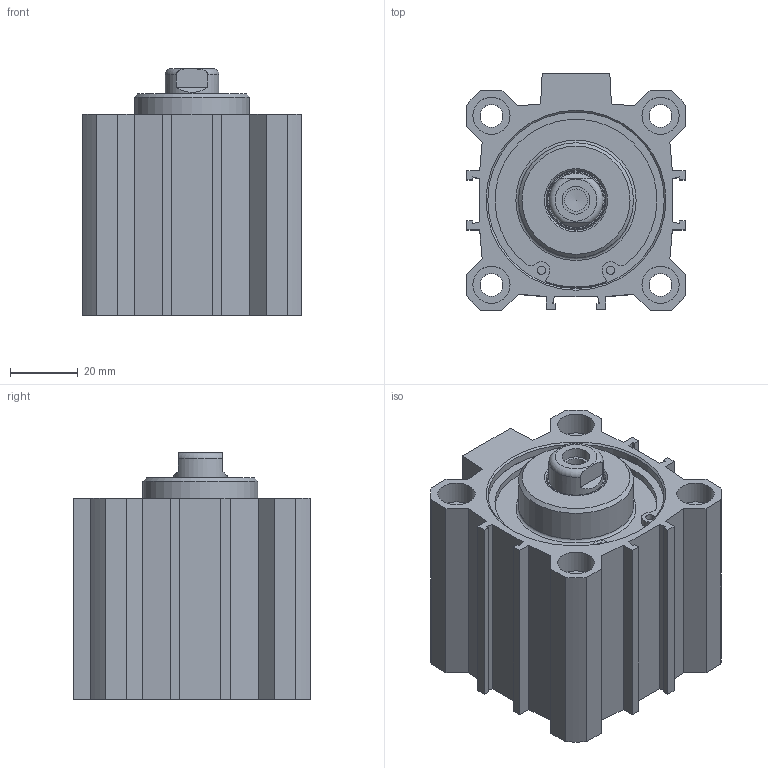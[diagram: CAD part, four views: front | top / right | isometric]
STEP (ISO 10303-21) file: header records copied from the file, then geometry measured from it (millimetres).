
FILE_DESCRIPTION((''),'2;1');
FILE_NAME('FDM050.020.GS.F.stp','2014-06-03T15:50:12',('carlo.corazza'),(''),'Autodesk Inventor 2012','Autodesk Inventor 2012','');
FILE_SCHEMA(('AUTOMOTIVE_DESIGN { 1 0 10303 214 1 1 1 1 }'));
Length unit declared in the file: millimetre
Products named in the file (5): FDM050..GS.F; CORPO-020; TA; TP; STELO-020
Assembly tree (4 placements, depth 2):
  FDM050..GS.F
    CORPO-020
    TA
    TP
    STELO-020
Bounding box: 65 x 70 x 73 mm (x, y, z)
Volume: 118690.4 mm3; surface area: 57061.7 mm2
Topology: 4 solids, 5 shells, 204 faces, 479 edges, 305 vertices
Faces by surface type: plane 106, cylinder 56, cone 32, torus 10
Full cylindrical faces by diameter (mm): 2.5 x4, 2.75 x2, 6.647 x2, 6.8 x4, 8.25 x1, 8.566 x2, 11 x8, 16 x1, 16.54 x1, 17.7 x1, 18 x1, 20.32 x1, 20.5 x1, 34 x1, 37 x1, 50 x1, 51.8 x4, 52.2 x2, 55.2 x2
Entity records: 5803 total; most frequent: CARTESIAN_POINT 1023, DIRECTION 954, ORIENTED_EDGE 770, EDGE_CURVE 385, AXIS2_PLACEMENT_3D 366, EDGE_LOOP 320, VERTEX_POINT 291, VECTOR 222
